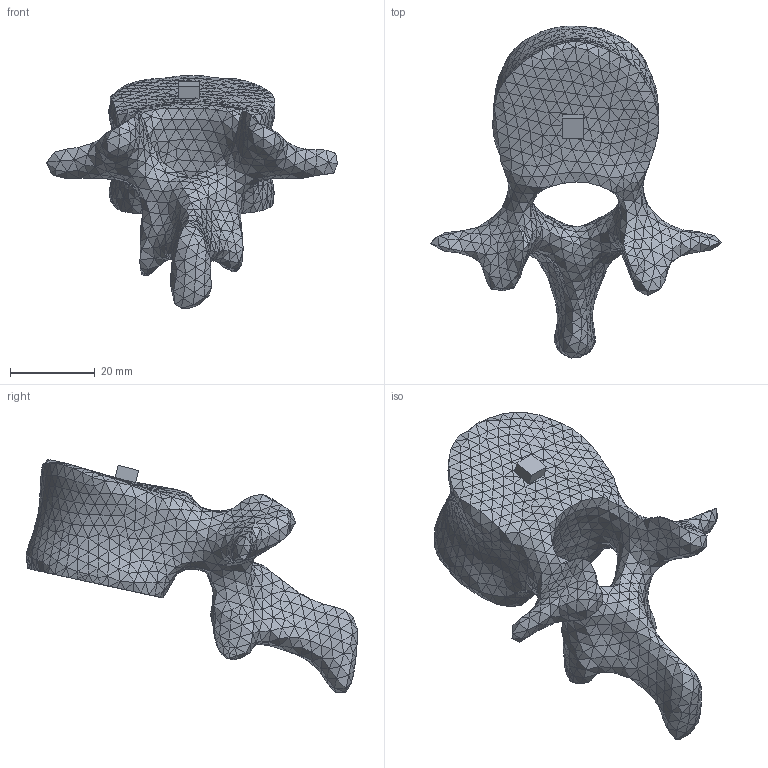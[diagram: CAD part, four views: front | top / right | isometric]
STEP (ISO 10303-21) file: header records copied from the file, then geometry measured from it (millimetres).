
FILE_DESCRIPTION(/* description */ (''),/* implementation_level */ '2;1');
FILE_NAME(/* name */ 'L1.step',/* time_stamp */ '2024-06-23T10:16:34-04:00',/* author */ (''),/* organization */ (''),/* preprocessor_version */ 'ST-DEVELOPER v20',/* originating_system */ 'Autodesk Translation Framework v13.14.0.145',/* authorisation */ '');
FILE_SCHEMA (('AUTOMOTIVE_DESIGN { 1 0 10303 214 3 1 1 }'));
Length unit declared in the file: millimetre
Products named in the file (1): L1
Bounding box: 68.84 x 78.53 x 55.01 mm (x, y, z)
Volume: 39653.9 mm3; surface area: 10021.6 mm2
Topology: 1 solids, 1 shells, 2559 faces, 3996 edges, 1437 vertices
Faces by surface type: plane 2559
Entity records: 51359 total; most frequent: DIRECTION 9116, CARTESIAN_POINT 7993, ORIENTED_EDGE 7992, LINE 3996, VECTOR 3996, EDGE_CURVE 3996, AXIS2_PLACEMENT_3D 2560, FACE_OUTER_BOUND 2559
